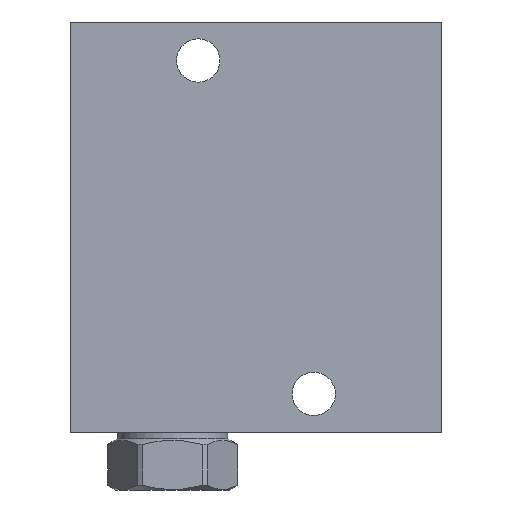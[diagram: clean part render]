
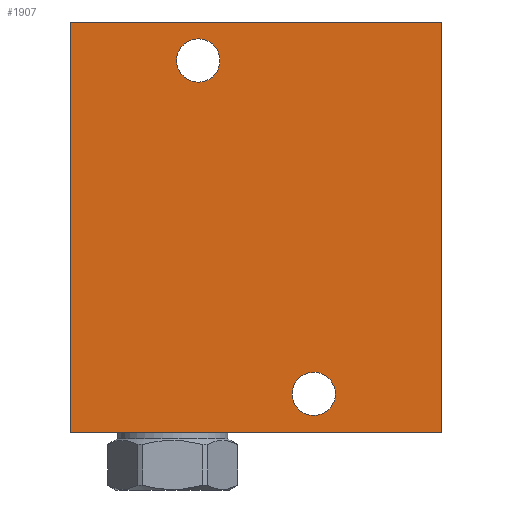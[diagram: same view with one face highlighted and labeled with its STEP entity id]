
A CAD part, front view. The second image highlights one B-rep face of the part: STEP entity #1907.
In plain terms, the highlighted planar face has unit normal (0, -1, 0).
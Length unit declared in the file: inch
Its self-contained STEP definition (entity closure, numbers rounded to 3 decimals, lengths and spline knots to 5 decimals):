
#5=DIRECTION('',(1.,0.,0.));
#6=VECTOR('',#5,3.625);
#7=CARTESIAN_POINT('',(0.,-1.5,0.));
#8=LINE('',#7,#6);
#75=DIRECTION('',(0.,0.,1.));
#76=VECTOR('',#75,4.);
#77=CARTESIAN_POINT('',(3.625,-1.5,0.));
#78=LINE('',#77,#76);
#99=DIRECTION('',(0.,0.,1.));
#100=VECTOR('',#99,4.);
#101=CARTESIAN_POINT('',(0.,-1.5,0.));
#102=LINE('',#101,#100);
#103=CARTESIAN_POINT('',(1.25,-1.5,3.625));
#104=DIRECTION('',(0.,-1.,0.));
#105=DIRECTION('',(-1.,0.,0.));
#106=AXIS2_PLACEMENT_3D('',#103,#104,#105);
#108=CARTESIAN_POINT('',(1.25,-1.5,3.625));
#109=DIRECTION('',(0.,-1.,0.));
#110=DIRECTION('',(1.,0.,0.));
#111=AXIS2_PLACEMENT_3D('',#108,#109,#110);
#113=CARTESIAN_POINT('',(2.375,-1.5,0.375));
#114=DIRECTION('',(0.,-1.,0.));
#115=DIRECTION('',(-1.,0.,0.));
#116=AXIS2_PLACEMENT_3D('',#113,#114,#115);
#118=CARTESIAN_POINT('',(2.375,-1.5,0.375));
#119=DIRECTION('',(0.,-1.,0.));
#120=DIRECTION('',(1.,0.,0.));
#121=AXIS2_PLACEMENT_3D('',#118,#119,#120);
#135=DIRECTION('',(1.,0.,0.));
#136=VECTOR('',#135,3.625);
#137=CARTESIAN_POINT('',(0.,-1.5,4.));
#138=LINE('',#137,#136);
#1572=CARTESIAN_POINT('',(0.,-1.5,0.));
#1574=VERTEX_POINT('',#1572);
#1575=CARTESIAN_POINT('',(3.625,-1.5,0.));
#1576=VERTEX_POINT('',#1575);
#1580=CARTESIAN_POINT('',(0.,-1.5,4.));
#1582=VERTEX_POINT('',#1580);
#1583=CARTESIAN_POINT('',(3.625,-1.5,4.));
#1584=VERTEX_POINT('',#1583);
#1690=CARTESIAN_POINT('',(1.039,-1.5,3.625));
#1691=CARTESIAN_POINT('',(1.461,-1.5,3.625));
#1692=VERTEX_POINT('',#1690);
#1693=VERTEX_POINT('',#1691);
#1698=CARTESIAN_POINT('',(2.164,-1.5,0.375));
#1699=CARTESIAN_POINT('',(2.586,-1.5,0.375));
#1700=VERTEX_POINT('',#1698);
#1701=VERTEX_POINT('',#1699);
#1883=CARTESIAN_POINT('',(0.,-1.5,0.));
#1884=DIRECTION('',(0.,-1.,0.));
#1885=DIRECTION('',(1.,0.,0.));
#1886=AXIS2_PLACEMENT_3D('',#1883,#1884,#1885);
#1887=PLANE('',#1886);
#1888=ORIENTED_EDGE('',*,*,#1789,.F.);
#1889=ORIENTED_EDGE('',*,*,#1814,.T.);
#1891=ORIENTED_EDGE('',*,*,#1890,.T.);
#1892=ORIENTED_EDGE('',*,*,#1863,.F.);
#1893=EDGE_LOOP('',(#1888,#1889,#1891,#1892));
#1894=FACE_OUTER_BOUND('',#1893,.F.);
#1896=ORIENTED_EDGE('',*,*,#1895,.T.);
#1898=ORIENTED_EDGE('',*,*,#1897,.T.);
#1899=EDGE_LOOP('',(#1896,#1898));
#1900=FACE_BOUND('',#1899,.F.);
#1902=ORIENTED_EDGE('',*,*,#1901,.T.);
#1904=ORIENTED_EDGE('',*,*,#1903,.T.);
#1905=EDGE_LOOP('',(#1902,#1904));
#1906=FACE_BOUND('',#1905,.F.);
#1907=ADVANCED_FACE('',(#1894,#1900,#1906),#1887,.T.);
#107=CIRCLE('',#106,0.211);
#112=CIRCLE('',#111,0.211);
#117=CIRCLE('',#116,0.211);
#122=CIRCLE('',#121,0.211);
#1789=EDGE_CURVE('',#1574,#1576,#8,.T.);
#1814=EDGE_CURVE('',#1574,#1582,#102,.T.);
#1863=EDGE_CURVE('',#1576,#1584,#78,.T.);
#1890=EDGE_CURVE('',#1582,#1584,#138,.T.);
#1895=EDGE_CURVE('',#1692,#1693,#107,.T.);
#1897=EDGE_CURVE('',#1693,#1692,#112,.T.);
#1901=EDGE_CURVE('',#1700,#1701,#117,.T.);
#1903=EDGE_CURVE('',#1701,#1700,#122,.T.);
